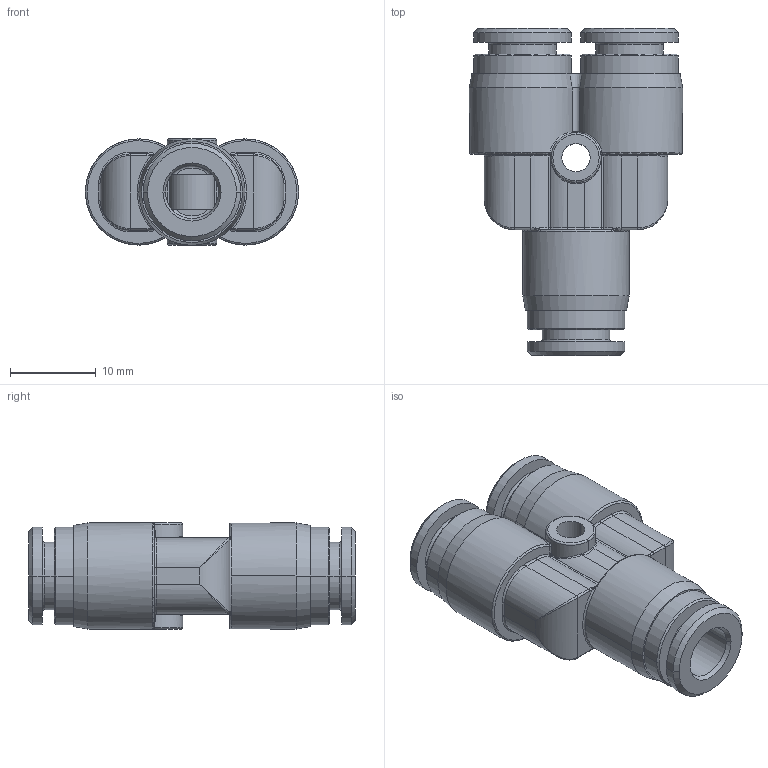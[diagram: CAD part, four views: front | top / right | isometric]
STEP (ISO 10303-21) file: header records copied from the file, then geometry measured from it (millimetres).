
FILE_DESCRIPTION(( 'MXP.37.06.06.stp' ), '1');
FILE_NAME( 'MXP.37.06.06.stp', '2021-02-22T15:45:18',( 'Sopra'),('sopra-pneumatic.com'), 'SwSTEP 2.0','SolidWorks 2009','' );
FILE_SCHEMA(('CONFIG_CONTROL_DESIGN'));
Length unit declared in the file: millimetre
Products named in the file (1): 367660B_982V-6FF
Bounding box: 24.9 x 38.2 x 12.4 mm (x, y, z)
Volume: 4470.1 mm3; surface area: 4148 mm2
Topology: 1 solids, 1 shells, 236 faces, 570 edges, 344 vertices
Faces by surface type: cylinder 73, plane 51, torus 48, bspline 40, cone 24
Entity records: 10134 total; most frequent: CARTESIAN_POINT 4706, DIRECTION 1158, ORIENTED_EDGE 1140, EDGE_CURVE 570, AXIS2_PLACEMENT_3D 490, VERTEX_POINT 344, CIRCLE 294, EDGE_LOOP 250
